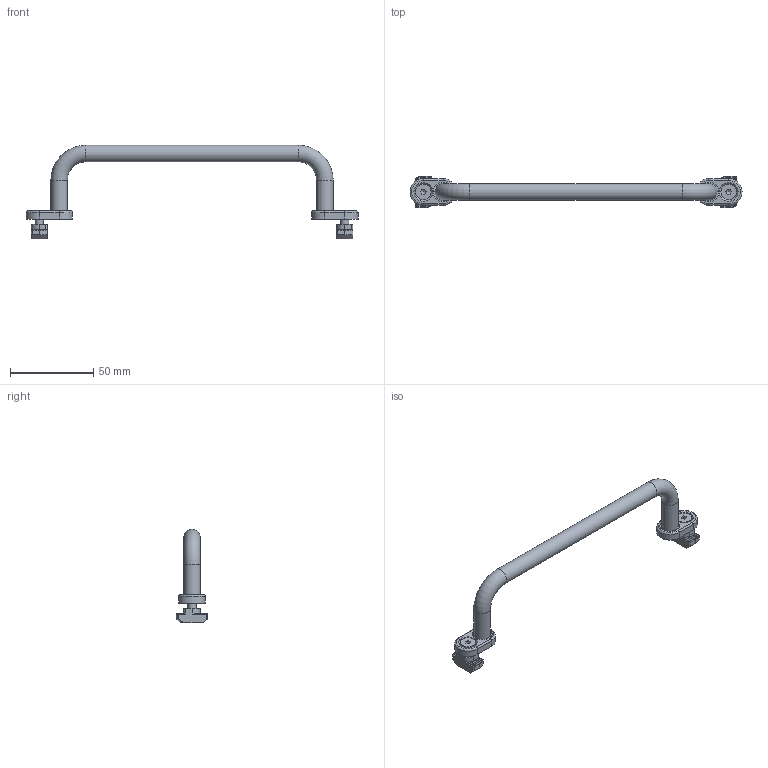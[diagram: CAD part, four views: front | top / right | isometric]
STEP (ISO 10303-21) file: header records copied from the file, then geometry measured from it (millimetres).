
FILE_DESCRIPTION(('STEP AP203'),'1');
FILE_NAME('SAFE10B1351.stp','2023-10-20T09:35:00',(' '),(' '),'Spatial InterOp 3D',' ',' ');
FILE_SCHEMA(('CONFIG_CONTROL_DESIGN'));
Length unit declared in the file: millimetre
Products named in the file (8): Kit fixation poignée Al 160; Vis FHC - M5x10; PlatineFixPoigneeAl 120/160; Kit poignée Al 160 - P1040; Kit de fixation; Vis FHC - M5x16; Ecrou tête rectangulaire 10 M5; poignée Al 160
Assembly tree (10 placements, depth 3):
  Kit poignée Al 160 - P1040
    Kit fixation poignée Al 160
      Vis FHC - M5x10  x2
      PlatineFixPoigneeAl 120/160  x2
    Kit de fixation  x2
      Vis FHC - M5x16
      Ecrou tête rectangulaire 10 M5
    poignée Al 160
Bounding box: 200 x 19 x 56.3 mm (x, y, z)
Volume: 23028.6 mm3; surface area: 12816.1 mm2
Topology: 9 solids, 9 shells, 255 faces, 675 edges, 440 vertices
Faces by surface type: plane 176, cylinder 51, cone 18, torus 6, bspline 4
Full cylindrical faces by diameter (mm): 4.2 x6, 5 x8, 5.5 x4, 9.43 x4, 10 x3, 12 x2
Entity records: 5822 total; most frequent: CARTESIAN_POINT 891, DIRECTION 701, ORIENTED_EDGE 628, EDGE_CURVE 314, AXIS2_PLACEMENT_3D 263, VERTEX_POINT 224, PROPERTY_DEFINITION_REPRESENTATION 214, GENERAL_PROPERTY_ASSOCIATION 214
